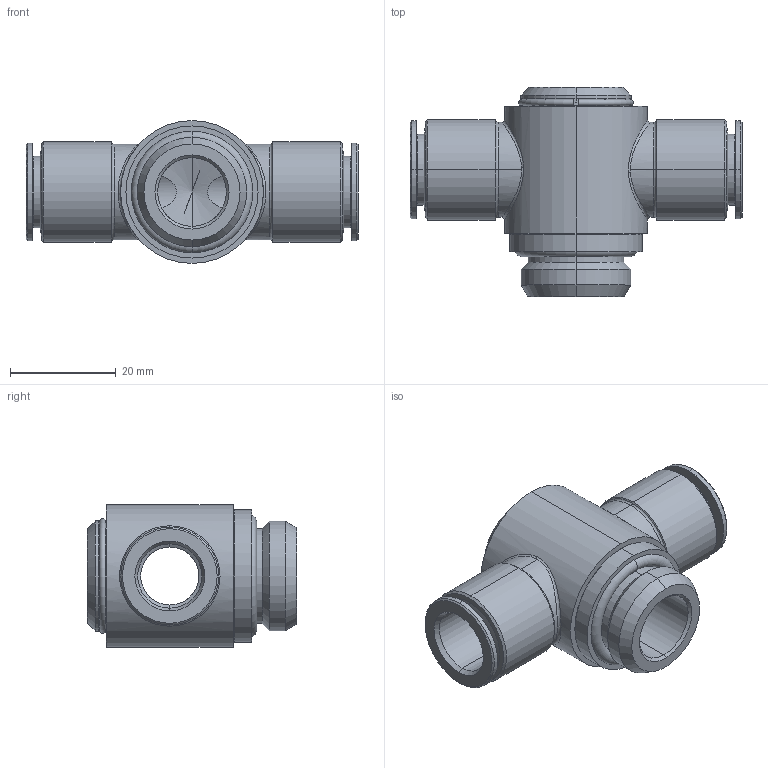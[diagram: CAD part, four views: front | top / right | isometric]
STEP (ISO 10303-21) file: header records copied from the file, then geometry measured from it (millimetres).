
FILE_DESCRIPTION (( 'STEP AP203' ), '1' );
FILE_NAME ('A0120064.STEP', '2009-11-25T10:55:47', ( 'Gabriele' ), ( 'C.Matic srl' ), 'SwSTEP 2.0', 'SolidWorks 2009', '' );
FILE_SCHEMA (( 'CONFIG_CONTROL_DESIGN' ));
Length unit declared in the file: millimetre
Products named in the file (1): A0120064
Bounding box: 62.8 x 39.6 x 27 mm (x, y, z)
Volume: 19278.1 mm3; surface area: 9971 mm2
Topology: 1 solids, 1 shells, 127 faces, 279 edges, 161 vertices
Faces by surface type: cone 44, cylinder 43, plane 28, torus 8, bspline 4
Entity records: 6193 total; most frequent: CARTESIAN_POINT 3316, DIRECTION 628, ORIENTED_EDGE 550, EDGE_CURVE 275, AXIS2_PLACEMENT_3D 259, VERTEX_POINT 161, EDGE_LOOP 142, CIRCLE 135
